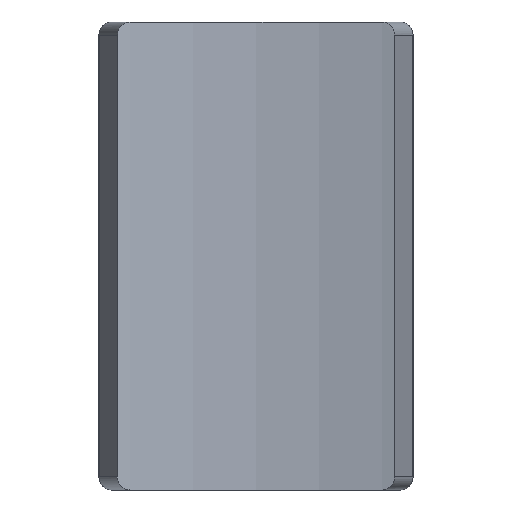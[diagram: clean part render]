
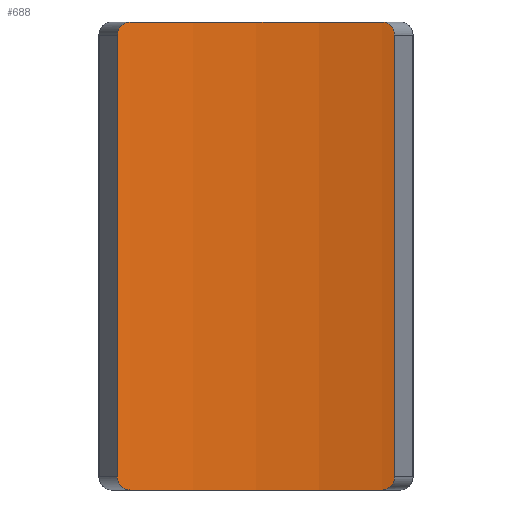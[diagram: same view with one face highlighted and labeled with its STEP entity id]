
A CAD part, left-side view. The second image highlights one B-rep face of the part: STEP entity #688.
In plain terms, the highlighted cylindrical face has radius 21.5 mm (diameter 43 mm), a partial arc.
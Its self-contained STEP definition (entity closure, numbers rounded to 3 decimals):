
#46=LINE('',#1542,#76);
#56=LINE('',#1852,#86);
#76=VECTOR('',#898,10.);
#86=VECTOR('',#950,10.);
#103=CYLINDRICAL_SURFACE('',#775,21.5);
#155=FACE_OUTER_BOUND('',#203,.T.);
#203=EDGE_LOOP('',(#616,#617,#618,#619,#620,#621,#622,#623));
#224=B_SPLINE_CURVE_WITH_KNOTS('',3,(#1529,#1530,#1531,#1532,#1533,#1534,
#1535,#1536,#1537,#1538),.UNSPECIFIED.,.F.,.F.,(4,2,2,2,4),(0.166,
0.187,0.207,0.228,0.249),
 .UNSPECIFIED.);
#225=B_SPLINE_CURVE_WITH_KNOTS('',3,(#1546,#1547,#1548,#1549,#1550,#1551,
#1552,#1553,#1554,#1555),.UNSPECIFIED.,.F.,.F.,(4,2,2,2,4),(0.083,
0.104,0.124,0.145,0.166),
 .UNSPECIFIED.);
#232=B_SPLINE_CURVE_WITH_KNOTS('',3,(#1837,#1838,#1839,#1840,#1841,#1842,
#1843,#1844,#1845,#1846),.UNSPECIFIED.,.F.,.F.,(4,2,2,2,4),(0.166,
0.187,0.207,0.228,0.249),
 .UNSPECIFIED.);
#233=B_SPLINE_CURVE_WITH_KNOTS('',3,(#1853,#1854,#1855,#1856,#1857,#1858,
#1859,#1860,#1861,#1862),.UNSPECIFIED.,.F.,.F.,(4,2,2,2,4),(0.083,
0.104,0.124,0.145,0.166),
 .UNSPECIFIED.);
#267=CIRCLE('',#752,21.5);
#275=CIRCLE('',#774,21.5);
#317=VERTEX_POINT('',#1521);
#318=VERTEX_POINT('',#1523);
#319=VERTEX_POINT('',#1527);
#320=VERTEX_POINT('',#1540);
#321=VERTEX_POINT('',#1544);
#329=VERTEX_POINT('',#1834);
#330=VERTEX_POINT('',#1836);
#331=VERTEX_POINT('',#1851);
#398=EDGE_CURVE('',#317,#318,#267,.F.);
#401=EDGE_CURVE('',#319,#317,#224,.T.);
#403=EDGE_CURVE('',#320,#319,#46,.T.);
#405=EDGE_CURVE('',#321,#320,#225,.T.);
#426=EDGE_CURVE('',#329,#330,#232,.T.);
#428=EDGE_CURVE('',#330,#321,#275,.F.);
#429=EDGE_CURVE('',#331,#329,#56,.T.);
#430=EDGE_CURVE('',#318,#331,#233,.T.);
#616=ORIENTED_EDGE('',*,*,#426,.F.);
#617=ORIENTED_EDGE('',*,*,#429,.F.);
#618=ORIENTED_EDGE('',*,*,#430,.F.);
#619=ORIENTED_EDGE('',*,*,#398,.F.);
#620=ORIENTED_EDGE('',*,*,#401,.F.);
#621=ORIENTED_EDGE('',*,*,#403,.F.);
#622=ORIENTED_EDGE('',*,*,#405,.F.);
#623=ORIENTED_EDGE('',*,*,#428,.F.);
#688=ADVANCED_FACE('',(#155),#103,.F.);
#752=AXIS2_PLACEMENT_3D('',#1524,#889,#890);
#774=AXIS2_PLACEMENT_3D('',#1849,#946,#947);
#775=AXIS2_PLACEMENT_3D('',#1850,#948,#949);
#889=DIRECTION('center_axis',(0.,0.,
-1.));
#890=DIRECTION('ref_axis',(0.969,0.245,0.));
#898=DIRECTION('',(0.,0.,-1.));
#946=DIRECTION('center_axis',(0.,0.,
1.));
#947=DIRECTION('ref_axis',(0.969,0.245,0.));
#948=DIRECTION('center_axis',(0.,0.,-1.));
#949=DIRECTION('ref_axis',(0.969,0.245,0.));
#950=DIRECTION('',(0.,0.,1.));
#1521=CARTESIAN_POINT('',(20.844,-5.27,212.2));
#1523=CARTESIAN_POINT('',(20.844,5.272,212.2));
#1524=CARTESIAN_POINT('Origin',(0.,0.,
212.2));
#1527=CARTESIAN_POINT('',(20.703,-5.801,212.75));
#1529=CARTESIAN_POINT('Ctrl Pts',(20.703,-5.801,212.75));
#1530=CARTESIAN_POINT('Ctrl Pts',(20.703,-5.801,212.681));
#1531=CARTESIAN_POINT('Ctrl Pts',(20.706,-5.788,212.607));
#1532=CARTESIAN_POINT('Ctrl Pts',(20.721,-5.734,212.472));
#1533=CARTESIAN_POINT('Ctrl Pts',(20.733,-5.693,212.41));
#1534=CARTESIAN_POINT('Ctrl Pts',(20.758,-5.599,212.312));
#1535=CARTESIAN_POINT('Ctrl Pts',(20.774,-5.539,212.27));
#1536=CARTESIAN_POINT('Ctrl Pts',(20.809,-5.408,212.214));
#1537=CARTESIAN_POINT('Ctrl Pts',(20.827,-5.337,212.2));
#1538=CARTESIAN_POINT('Ctrl Pts',(20.844,-5.27,212.2));
#1540=CARTESIAN_POINT('',(20.703,-5.801,231.25));
#1542=CARTESIAN_POINT('',(20.703,-5.801,232.));
#1544=CARTESIAN_POINT('',(20.844,-5.27,231.8));
#1546=CARTESIAN_POINT('Ctrl Pts',(20.844,-5.27,231.8));
#1547=CARTESIAN_POINT('Ctrl Pts',(20.827,-5.337,231.8));
#1548=CARTESIAN_POINT('Ctrl Pts',(20.809,-5.408,231.786));
#1549=CARTESIAN_POINT('Ctrl Pts',(20.774,-5.539,231.73));
#1550=CARTESIAN_POINT('Ctrl Pts',(20.758,-5.599,231.688));
#1551=CARTESIAN_POINT('Ctrl Pts',(20.733,-5.693,231.59));
#1552=CARTESIAN_POINT('Ctrl Pts',(20.721,-5.734,231.528));
#1553=CARTESIAN_POINT('Ctrl Pts',(20.706,-5.788,231.393));
#1554=CARTESIAN_POINT('Ctrl Pts',(20.703,-5.801,231.319));
#1555=CARTESIAN_POINT('Ctrl Pts',(20.703,-5.801,231.25));
#1834=CARTESIAN_POINT('',(20.702,5.803,231.25));
#1836=CARTESIAN_POINT('',(20.844,5.272,231.8));
#1837=CARTESIAN_POINT('Ctrl Pts',(20.702,5.803,231.25));
#1838=CARTESIAN_POINT('Ctrl Pts',(20.702,5.803,231.319));
#1839=CARTESIAN_POINT('Ctrl Pts',(20.706,5.79,231.393));
#1840=CARTESIAN_POINT('Ctrl Pts',(20.721,5.736,231.528));
#1841=CARTESIAN_POINT('Ctrl Pts',(20.732,5.695,231.59));
#1842=CARTESIAN_POINT('Ctrl Pts',(20.758,5.601,231.688));
#1843=CARTESIAN_POINT('Ctrl Pts',(20.774,5.541,231.73));
#1844=CARTESIAN_POINT('Ctrl Pts',(20.808,5.41,231.786));
#1845=CARTESIAN_POINT('Ctrl Pts',(20.827,5.339,231.8));
#1846=CARTESIAN_POINT('Ctrl Pts',(20.844,5.272,231.8));
#1849=CARTESIAN_POINT('Origin',(0.,0.,
231.8));
#1850=CARTESIAN_POINT('Origin',(0.,0.,
232.));
#1851=CARTESIAN_POINT('',(20.702,5.803,212.75));
#1852=CARTESIAN_POINT('',(20.702,5.803,232.));
#1853=CARTESIAN_POINT('Ctrl Pts',(20.844,5.272,212.2));
#1854=CARTESIAN_POINT('Ctrl Pts',(20.827,5.339,212.2));
#1855=CARTESIAN_POINT('Ctrl Pts',(20.808,5.41,212.214));
#1856=CARTESIAN_POINT('Ctrl Pts',(20.774,5.541,212.27));
#1857=CARTESIAN_POINT('Ctrl Pts',(20.758,5.601,212.312));
#1858=CARTESIAN_POINT('Ctrl Pts',(20.732,5.695,212.41));
#1859=CARTESIAN_POINT('Ctrl Pts',(20.721,5.736,212.472));
#1860=CARTESIAN_POINT('Ctrl Pts',(20.706,5.79,212.607));
#1861=CARTESIAN_POINT('Ctrl Pts',(20.702,5.803,212.681));
#1862=CARTESIAN_POINT('Ctrl Pts',(20.702,5.803,212.75));
